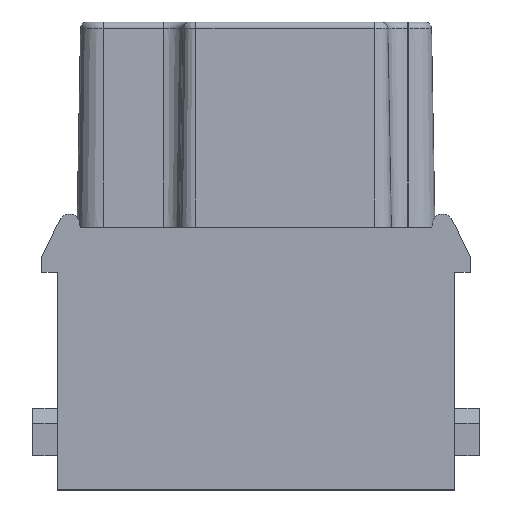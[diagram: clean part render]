
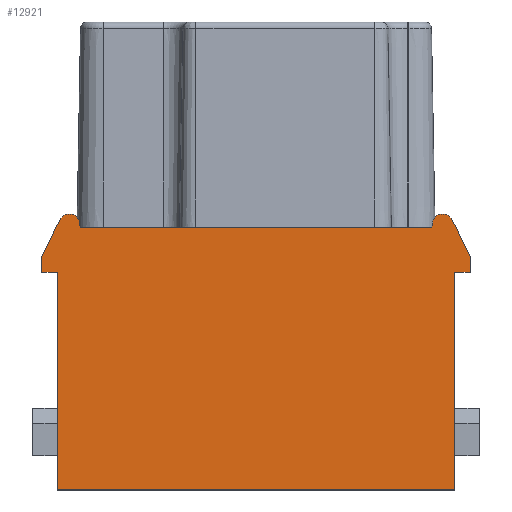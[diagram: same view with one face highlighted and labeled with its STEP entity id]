
A CAD part, top view. The second image highlights one B-rep face of the part: STEP entity #12921.
In plain terms, the highlighted planar face has unit normal (0, 0, 1).
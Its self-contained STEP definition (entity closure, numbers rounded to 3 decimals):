
#3687=DIRECTION('',(-0.105,0.995,0.));
#3688=VECTOR('',#3687,0.291);
#3689=CARTESIAN_POINT('',(-13.469,20.,7.3));
#3690=LINE('',#3689,#3688);
#3691=DIRECTION('',(1.,0.,0.));
#3692=VECTOR('',#3691,26.938);
#3693=CARTESIAN_POINT('',(-13.469,20.,7.3));
#3694=LINE('',#3693,#3692);
#3695=DIRECTION('',(-0.105,-0.995,0.));
#3696=VECTOR('',#3695,0.291);
#3697=CARTESIAN_POINT('',(13.5,20.29,7.3));
#3698=LINE('',#3697,#3696);
#3699=CARTESIAN_POINT('',(14.289,20.207,7.3));
#3700=DIRECTION('',(0.,0.,1.));
#3701=DIRECTION('',(0.895,0.446,0.));
#3702=AXIS2_PLACEMENT_3D('',#3699,#3700,#3701);
#3704=DIRECTION('',(-0.446,0.895,0.));
#3705=VECTOR('',#3704,3.141);
#3706=CARTESIAN_POINT('',(16.4,17.75,7.3));
#3707=LINE('',#3706,#3705);
#3708=DIRECTION('',(0.,1.,0.));
#3709=VECTOR('',#3708,1.2);
#3710=CARTESIAN_POINT('',(16.4,16.55,7.3));
#3711=LINE('',#3710,#3709);
#3712=DIRECTION('',(1.,0.,0.));
#3713=VECTOR('',#3712,1.2);
#3714=CARTESIAN_POINT('',(15.2,16.55,7.3));
#3715=LINE('',#3714,#3713);
#3716=DIRECTION('',(0.,-1.,0.));
#3717=VECTOR('',#3716,16.65);
#3718=CARTESIAN_POINT('',(15.2,16.55,7.3));
#3719=LINE('',#3718,#3717);
#3720=DIRECTION('',(1.,0.,0.));
#3721=VECTOR('',#3720,30.4);
#3722=CARTESIAN_POINT('',(-15.2,-0.1,7.3));
#3723=LINE('',#3722,#3721);
#3724=DIRECTION('',(0.,1.,0.));
#3725=VECTOR('',#3724,16.65);
#3726=CARTESIAN_POINT('',(-15.2,-0.1,7.3));
#3727=LINE('',#3726,#3725);
#3728=DIRECTION('',(1.,0.,0.));
#3729=VECTOR('',#3728,1.2);
#3730=CARTESIAN_POINT('',(-16.4,16.55,7.3));
#3731=LINE('',#3730,#3729);
#3732=DIRECTION('',(0.,-1.,0.));
#3733=VECTOR('',#3732,1.2);
#3734=CARTESIAN_POINT('',(-16.4,17.75,7.3));
#3735=LINE('',#3734,#3733);
#3736=DIRECTION('',(-0.446,-0.895,0.));
#3737=VECTOR('',#3736,3.141);
#3738=CARTESIAN_POINT('',(-14.999,20.561,7.3));
#3739=LINE('',#3738,#3737);
#3740=CARTESIAN_POINT('',(-14.289,20.207,7.3));
#3741=DIRECTION('',(0.,0.,1.));
#3742=DIRECTION('',(0.995,0.105,0.));
#3743=AXIS2_PLACEMENT_3D('',#3740,#3741,#3742);
#7777=CARTESIAN_POINT('',(15.2,16.55,7.3));
#7778=CARTESIAN_POINT('',(16.4,16.55,7.3));
#7779=VERTEX_POINT('',#7777);
#7780=VERTEX_POINT('',#7778);
#7781=CARTESIAN_POINT('',(16.4,17.75,7.3));
#7782=VERTEX_POINT('',#7781);
#7783=CARTESIAN_POINT('',(-16.4,17.75,7.3));
#7784=CARTESIAN_POINT('',(-16.4,16.55,7.3));
#7785=VERTEX_POINT('',#7783);
#7786=VERTEX_POINT('',#7784);
#7787=CARTESIAN_POINT('',(-15.2,16.55,7.3));
#7788=VERTEX_POINT('',#7787);
#7789=CARTESIAN_POINT('',(14.999,20.561,7.3));
#7790=CARTESIAN_POINT('',(13.5,20.29,7.3));
#7791=VERTEX_POINT('',#7789);
#7792=VERTEX_POINT('',#7790);
#7793=CARTESIAN_POINT('',(-13.5,20.29,7.3));
#7794=CARTESIAN_POINT('',(-14.999,20.561,7.3));
#7795=VERTEX_POINT('',#7793);
#7796=VERTEX_POINT('',#7794);
#7817=CARTESIAN_POINT('',(13.469,20.,7.3));
#7818=VERTEX_POINT('',#7817);
#7819=CARTESIAN_POINT('',(-13.469,20.,7.3));
#7820=VERTEX_POINT('',#7819);
#9105=CARTESIAN_POINT('',(-15.2,-0.1,7.3));
#9106=CARTESIAN_POINT('',(15.2,-0.1,7.3));
#9107=VERTEX_POINT('',#9105);
#9108=VERTEX_POINT('',#9106);
#12890=CARTESIAN_POINT('',(0.,0.,7.3));
#12891=DIRECTION('',(0.,0.,1.));
#12892=DIRECTION('',(1.,0.,0.));
#12893=AXIS2_PLACEMENT_3D('',#12890,#12891,#12892);
#12894=PLANE('',#12893);
#12895=ORIENTED_EDGE('',*,*,#12882,.F.);
#12896=ORIENTED_EDGE('',*,*,#11822,.T.);
#12898=ORIENTED_EDGE('',*,*,#12897,.F.);
#12900=ORIENTED_EDGE('',*,*,#12899,.F.);
#12902=ORIENTED_EDGE('',*,*,#12901,.F.);
#12904=ORIENTED_EDGE('',*,*,#12903,.F.);
#12906=ORIENTED_EDGE('',*,*,#12905,.F.);
#12908=ORIENTED_EDGE('',*,*,#12907,.T.);
#12909=ORIENTED_EDGE('',*,*,#9536,.F.);
#12910=ORIENTED_EDGE('',*,*,#12652,.T.);
#12912=ORIENTED_EDGE('',*,*,#12911,.F.);
#12914=ORIENTED_EDGE('',*,*,#12913,.F.);
#12916=ORIENTED_EDGE('',*,*,#12915,.F.);
#12918=ORIENTED_EDGE('',*,*,#12917,.F.);
#12919=EDGE_LOOP('',(#12895,#12896,#12898,#12900,#12902,#12904,#12906,#12908,
#12909,#12910,#12912,#12914,#12916,#12918));
#12920=FACE_OUTER_BOUND('',#12919,.F.);
#12921=ADVANCED_FACE('',(#12920),#12894,.T.);
#3703=CIRCLE('',#3702,0.793);
#3744=CIRCLE('',#3743,0.793);
#9536=EDGE_CURVE('',#9107,#9108,#3723,.T.);
#11822=EDGE_CURVE('',#7820,#7818,#3694,.T.);
#12652=EDGE_CURVE('',#9107,#7788,#3727,.T.);
#12882=EDGE_CURVE('',#7820,#7795,#3690,.T.);
#12897=EDGE_CURVE('',#7792,#7818,#3698,.T.);
#12899=EDGE_CURVE('',#7791,#7792,#3703,.T.);
#12901=EDGE_CURVE('',#7782,#7791,#3707,.T.);
#12903=EDGE_CURVE('',#7780,#7782,#3711,.T.);
#12905=EDGE_CURVE('',#7779,#7780,#3715,.T.);
#12907=EDGE_CURVE('',#7779,#9108,#3719,.T.);
#12911=EDGE_CURVE('',#7786,#7788,#3731,.T.);
#12913=EDGE_CURVE('',#7785,#7786,#3735,.T.);
#12915=EDGE_CURVE('',#7796,#7785,#3739,.T.);
#12917=EDGE_CURVE('',#7795,#7796,#3744,.T.);
